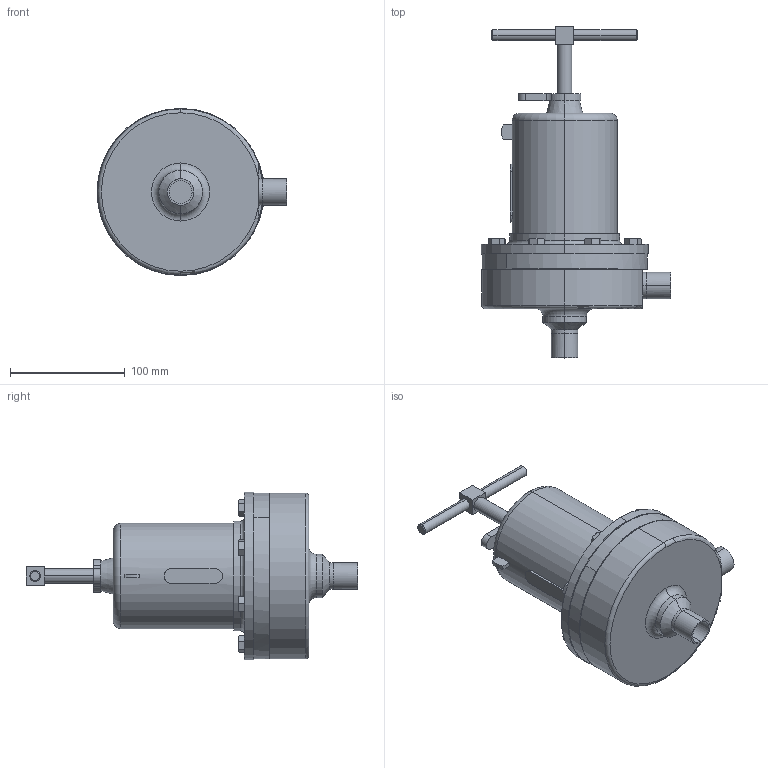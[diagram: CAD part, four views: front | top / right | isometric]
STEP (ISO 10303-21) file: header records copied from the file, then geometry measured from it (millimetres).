
FILE_DESCRIPTION (( 'STEP AP203' ), '1' );
FILE_NAME ('96DT-20.STEP', '2017-06-07T10:36:31', ( '' ), ( '' ), 'SwSTEP 2.0', 'SolidWorks 2014', '' );
FILE_SCHEMA (( 'CONFIG_CONTROL_DESIGN' ));
Length unit declared in the file: inch
Products named in the file (2): 96DT-20
Bounding box: 165.87 x 289.9 x 146.05 mm (x, y, z)
Volume: 1749173.4 mm3; surface area: 109732.4 mm2
Topology: 1 solids, 1 shells, 202 faces, 456 edges, 279 vertices
Faces by surface type: plane 89, cone 63, cylinder 41, torus 9
Entity records: 6266 total; most frequent: CARTESIAN_POINT 1687, DIRECTION 913, ORIENTED_EDGE 912, EDGE_CURVE 456, AXIS2_PLACEMENT_3D 361, VERTEX_POINT 279, EDGE_LOOP 225, ADVANCED_FACE 202
